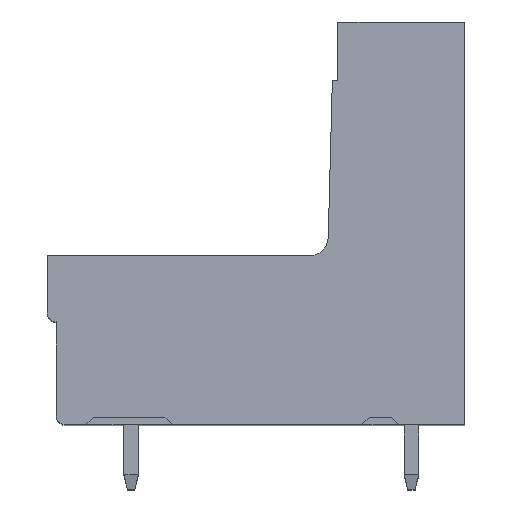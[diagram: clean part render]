
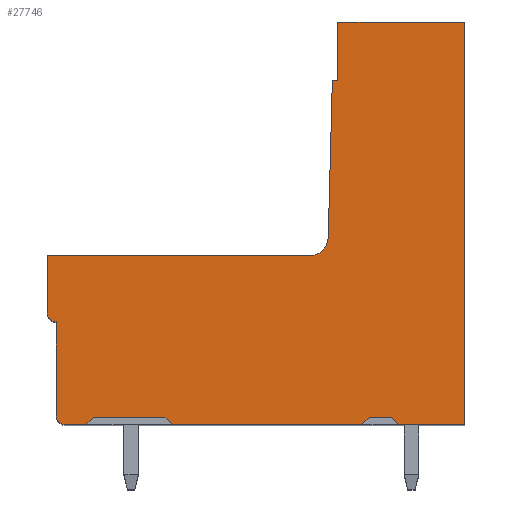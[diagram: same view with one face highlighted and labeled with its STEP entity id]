
A CAD part, top view. The second image highlights one B-rep face of the part: STEP entity #27746.
In plain terms, the highlighted planar face has unit normal (0, 0, 1).
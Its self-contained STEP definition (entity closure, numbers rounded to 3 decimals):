
#1157=DIRECTION('',(0.,-1.,0.));
#1158=VECTOR('',#1157,5.1);
#1159=CARTESIAN_POINT('',(-22.194,5.6,-100.773));
#1160=LINE('',#1159,#1158);
#3972=DIRECTION('',(-1.,0.,0.));
#3973=VECTOR('',#3972,0.3);
#3974=CARTESIAN_POINT('',(-6.894,18.7,-100.773));
#3975=LINE('',#3974,#3973);
#3980=DIRECTION('',(0.,-1.,0.));
#3981=VECTOR('',#3980,3.2);
#3982=CARTESIAN_POINT('',(-6.894,21.9,-100.773));
#3983=LINE('',#3982,#3981);
#6915=DIRECTION('',(0.,1.,0.));
#6916=VECTOR('',#6915,21.9);
#6917=CARTESIAN_POINT('',(0.006,0.,
-100.773));
#6918=LINE('',#6917,#6916);
#9801=DIRECTION('',(-1.,0.,0.));
#9802=VECTOR('',#9801,10.3);
#9803=CARTESIAN_POINT('',(-5.594,0.,
-100.773));
#9804=LINE('',#9803,#9802);
#9805=DIRECTION('',(-0.707,0.707,0.));
#9806=VECTOR('',#9805,0.566);
#9807=CARTESIAN_POINT('',(-15.894,0.,
-100.773));
#9808=LINE('',#9807,#9806);
#9809=DIRECTION('',(-1.,0.,0.));
#9810=VECTOR('',#9809,3.9);
#9811=CARTESIAN_POINT('',(-16.294,0.4,
-100.773));
#9812=LINE('',#9811,#9810);
#9813=DIRECTION('',(-1.,0.,0.));
#9814=VECTOR('',#9813,1.1);
#9815=CARTESIAN_POINT('',(-20.594,0.,
-100.773));
#9816=LINE('',#9815,#9814);
#9817=CARTESIAN_POINT('',(-21.694,0.5,-100.773));
#9818=DIRECTION('',(0.,0.,-1.));
#9819=DIRECTION('',(0.,-1.,0.));
#9820=AXIS2_PLACEMENT_3D('',#9817,#9818,#9819);
#9822=CARTESIAN_POINT('',(-22.194,6.1,-100.773));
#9823=DIRECTION('',(0.,0.,-1.));
#9824=DIRECTION('',(0.,-1.,0.));
#9825=AXIS2_PLACEMENT_3D('',#9822,#9823,#9824);
#9827=DIRECTION('',(0.,1.,0.));
#9828=VECTOR('',#9827,3.1);
#9829=CARTESIAN_POINT('',(-22.694,6.1,
-100.773));
#9830=LINE('',#9829,#9828);
#9831=DIRECTION('',(1.,0.,0.));
#9832=VECTOR('',#9831,14.277);
#9833=CARTESIAN_POINT('',(-22.694,9.2,-100.773));
#9834=LINE('',#9833,#9832);
#9835=CARTESIAN_POINT('',(-8.417,10.2,-100.773));
#9836=DIRECTION('',(0.,0.,1.));
#9837=DIRECTION('',(0.,-1.,0.));
#9838=AXIS2_PLACEMENT_3D('',#9835,#9836,#9837);
#9840=DIRECTION('',(0.026,1.,0.));
#9841=VECTOR('',#9840,8.529);
#9842=CARTESIAN_POINT('',(-7.417,10.174,
-100.773));
#9843=LINE('',#9842,#9841);
#9844=DIRECTION('',(1.,0.,0.));
#9845=VECTOR('',#9844,6.9);
#9846=CARTESIAN_POINT('',(-6.894,21.9,-100.773));
#9847=LINE('',#9846,#9845);
#9848=DIRECTION('',(-1.,0.,0.));
#9849=VECTOR('',#9848,3.6);
#9850=CARTESIAN_POINT('',(0.006,0.,
-100.773));
#9851=LINE('',#9850,#9849);
#9852=DIRECTION('',(-0.707,0.707,0.));
#9853=VECTOR('',#9852,0.566);
#9854=CARTESIAN_POINT('',(-3.594,0.,
-100.773));
#9855=LINE('',#9854,#9853);
#9856=DIRECTION('',(-0.707,-0.707,0.));
#9857=VECTOR('',#9856,0.566);
#9858=CARTESIAN_POINT('',(-5.194,0.4,
-100.773));
#9859=LINE('',#9858,#9857);
#9876=DIRECTION('',(-0.707,-0.707,0.));
#9877=VECTOR('',#9876,0.566);
#9878=CARTESIAN_POINT('',(-20.194,0.4,
-100.773));
#9879=LINE('',#9878,#9877);
#9912=DIRECTION('',(1.,0.,0.));
#9913=VECTOR('',#9912,1.2);
#9914=CARTESIAN_POINT('',(-5.194,0.4,
-100.773));
#9915=LINE('',#9914,#9913);
#10590=CARTESIAN_POINT('',(-5.594,0.,
-100.773));
#10592=VERTEX_POINT('',#10590);
#10596=CARTESIAN_POINT('',(-3.594,0.,
-100.773));
#10597=VERTEX_POINT('',#10596);
#10713=CARTESIAN_POINT('',(-16.294,0.4,
-100.773));
#10714=VERTEX_POINT('',#10713);
#10715=CARTESIAN_POINT('',(-7.417,10.174,
-100.773));
#10716=CARTESIAN_POINT('',(-7.194,18.7,-100.773));
#10717=VERTEX_POINT('',#10715);
#10718=VERTEX_POINT('',#10716);
#10719=CARTESIAN_POINT('',(-6.894,18.7,-100.773));
#10720=VERTEX_POINT('',#10719);
#10721=CARTESIAN_POINT('',(-6.894,21.9,-100.773));
#10722=VERTEX_POINT('',#10721);
#10723=CARTESIAN_POINT('',(-3.994,0.4,
-100.773));
#10724=VERTEX_POINT('',#10723);
#10725=CARTESIAN_POINT('',(-5.194,0.4,
-100.773));
#10726=VERTEX_POINT('',#10725);
#10731=CARTESIAN_POINT('',(-21.694,0.,-100.773));
#10732=CARTESIAN_POINT('',(-22.194,0.5,
-100.773));
#10733=VERTEX_POINT('',#10731);
#10734=VERTEX_POINT('',#10732);
#10735=CARTESIAN_POINT('',(-22.194,5.6,-100.773));
#10736=VERTEX_POINT('',#10735);
#10737=CARTESIAN_POINT('',(-22.694,6.1,
-100.773));
#10738=VERTEX_POINT('',#10737);
#10739=CARTESIAN_POINT('',(-22.694,9.2,-100.773));
#10740=VERTEX_POINT('',#10739);
#10989=CARTESIAN_POINT('',(0.006,0.,
-100.773));
#10990=CARTESIAN_POINT('',(0.006,21.9,-100.773));
#10991=VERTEX_POINT('',#10989);
#10992=VERTEX_POINT('',#10990);
#10993=CARTESIAN_POINT('',(-20.194,0.4,
-100.773));
#10994=CARTESIAN_POINT('',(-20.594,0.,
-100.773));
#10995=VERTEX_POINT('',#10993);
#10996=VERTEX_POINT('',#10994);
#10997=CARTESIAN_POINT('',(-15.894,0.,
-100.773));
#10998=VERTEX_POINT('',#10997);
#10999=CARTESIAN_POINT('',(-8.417,9.2,-100.773));
#11000=VERTEX_POINT('',#10999);
#27713=CARTESIAN_POINT('',(-21.694,0.5,
-100.773));
#27714=DIRECTION('',(0.,0.,-1.));
#27715=DIRECTION('',(-1.,0.,0.));
#27716=AXIS2_PLACEMENT_3D('',#27713,#27714,#27715);
#27717=PLANE('',#27716);
#27718=ORIENTED_EDGE('',*,*,#13198,.T.);
#27720=ORIENTED_EDGE('',*,*,#27719,.T.);
#27722=ORIENTED_EDGE('',*,*,#27721,.T.);
#27724=ORIENTED_EDGE('',*,*,#27723,.T.);
#27725=ORIENTED_EDGE('',*,*,#13190,.T.);
#27726=ORIENTED_EDGE('',*,*,#15054,.T.);
#27727=ORIENTED_EDGE('',*,*,#15069,.F.);
#27728=ORIENTED_EDGE('',*,*,#15084,.T.);
#27729=ORIENTED_EDGE('',*,*,#15099,.T.);
#27730=ORIENTED_EDGE('',*,*,#15114,.T.);
#27731=ORIENTED_EDGE('',*,*,#19371,.T.);
#27732=ORIENTED_EDGE('',*,*,#19386,.T.);
#27733=ORIENTED_EDGE('',*,*,#19401,.F.);
#27734=ORIENTED_EDGE('',*,*,#19416,.F.);
#27735=ORIENTED_EDGE('',*,*,#19431,.T.);
#27736=ORIENTED_EDGE('',*,*,#23527,.F.);
#27737=ORIENTED_EDGE('',*,*,#13206,.T.);
#27739=ORIENTED_EDGE('',*,*,#27738,.T.);
#27741=ORIENTED_EDGE('',*,*,#27740,.F.);
#27743=ORIENTED_EDGE('',*,*,#27742,.T.);
#27744=EDGE_LOOP('',(#27718,#27720,#27722,#27724,#27725,#27726,#27727,#27728,
#27729,#27730,#27731,#27732,#27733,#27734,#27735,#27736,#27737,#27739,#27741,
#27743));
#27745=FACE_OUTER_BOUND('',#27744,.F.);
#27746=ADVANCED_FACE('',(#27745),#27717,.F.);
#9821=CIRCLE('',#9820,0.5);
#9826=CIRCLE('',#9825,0.5);
#9839=CIRCLE('',#9838,1.);
#13190=EDGE_CURVE('',#10996,#10733,#9816,.T.);
#13198=EDGE_CURVE('',#10592,#10998,#9804,.T.);
#13206=EDGE_CURVE('',#10991,#10597,#9851,.T.);
#15054=EDGE_CURVE('',#10733,#10734,#9821,.T.);
#15069=EDGE_CURVE('',#10736,#10734,#1160,.T.);
#15084=EDGE_CURVE('',#10736,#10738,#9826,.T.);
#15099=EDGE_CURVE('',#10738,#10740,#9830,.T.);
#15114=EDGE_CURVE('',#10740,#11000,#9834,.T.);
#19371=EDGE_CURVE('',#11000,#10717,#9839,.T.);
#19386=EDGE_CURVE('',#10717,#10718,#9843,.T.);
#19401=EDGE_CURVE('',#10720,#10718,#3975,.T.);
#19416=EDGE_CURVE('',#10722,#10720,#3983,.T.);
#19431=EDGE_CURVE('',#10722,#10992,#9847,.T.);
#23527=EDGE_CURVE('',#10991,#10992,#6918,.T.);
#27719=EDGE_CURVE('',#10998,#10714,#9808,.T.);
#27721=EDGE_CURVE('',#10714,#10995,#9812,.T.);
#27723=EDGE_CURVE('',#10995,#10996,#9879,.T.);
#27738=EDGE_CURVE('',#10597,#10724,#9855,.T.);
#27740=EDGE_CURVE('',#10726,#10724,#9915,.T.);
#27742=EDGE_CURVE('',#10726,#10592,#9859,.T.);
